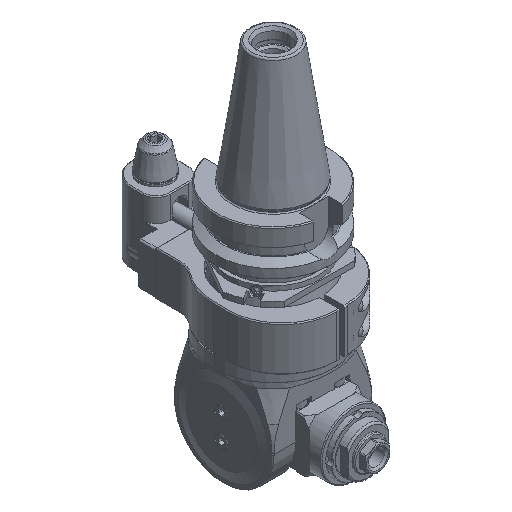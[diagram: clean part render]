
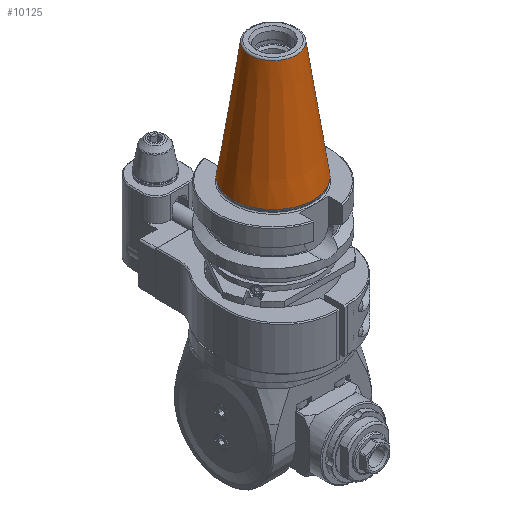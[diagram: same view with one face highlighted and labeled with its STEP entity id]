
A CAD part, isometric view. The second image highlights one B-rep face of the part: STEP entity #10125.
In plain terms, the highlighted conical face has half-angle 8.297 degrees and reference radius 17.519 mm.
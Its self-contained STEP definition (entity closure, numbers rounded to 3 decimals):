
#321=CONICAL_SURFACE('',#10910,17.519,0.145);
#727=LINE('',#16001,#1563);
#1563=VECTOR('',#12591,17.519);
#2435=FACE_OUTER_BOUND('',#3055,.T.);
#3055=EDGE_LOOP('',(#7468,#7469,#7470,#7471,#7472));
#3664=CIRCLE('',#10908,22.225);
#3665=CIRCLE('',#10909,22.225);
#3666=CIRCLE('',#10911,12.812);
#4322=VERTEX_POINT('',#15994);
#4323=VERTEX_POINT('',#15995);
#4324=VERTEX_POINT('',#16000);
#5483=EDGE_CURVE('',#4322,#4323,#3664,.T.);
#5484=EDGE_CURVE('',#4323,#4322,#3665,.T.);
#5486=EDGE_CURVE('',#4323,#4324,#727,.T.);
#5487=EDGE_CURVE('',#4324,#4324,#3666,.T.);
#7468=ORIENTED_EDGE('',*,*,#5483,.F.);
#7469=ORIENTED_EDGE('',*,*,#5484,.F.);
#7470=ORIENTED_EDGE('',*,*,#5486,.T.);
#7471=ORIENTED_EDGE('',*,*,#5487,.F.);
#7472=ORIENTED_EDGE('',*,*,#5486,.F.);
#10125=ADVANCED_FACE('',(#2435),#321,.T.);
#10908=AXIS2_PLACEMENT_3D('',#15996,#12584,#12585);
#10909=AXIS2_PLACEMENT_3D('',#15997,#12586,#12587);
#10910=AXIS2_PLACEMENT_3D('',#15999,#12589,#12590);
#10911=AXIS2_PLACEMENT_3D('',#16002,#12592,#12593);
#12584=DIRECTION('center_axis',(0.,0.,-1.));
#12585=DIRECTION('ref_axis',(-1.,0.,0.));
#12586=DIRECTION('center_axis',(0.,0.,-1.));
#12587=DIRECTION('ref_axis',(-1.,0.,0.));
#12589=DIRECTION('center_axis',(0.,0.,-1.));
#12590=DIRECTION('ref_axis',(1.,0.,0.));
#12591=DIRECTION('',(0.144,0.,0.99));
#12592=DIRECTION('center_axis',(0.,0.,1.));
#12593=DIRECTION('ref_axis',(-1.,0.,0.));
#15994=CARTESIAN_POINT('',(22.225,0.,68.));
#15995=CARTESIAN_POINT('',(-22.225,0.,68.));
#15996=CARTESIAN_POINT('Origin',(0.,0.,68.));
#15997=CARTESIAN_POINT('Origin',(0.,0.,68.));
#15999=CARTESIAN_POINT('Origin',(0.,0.,100.272));
#16000=CARTESIAN_POINT('',(-12.812,0.,132.544));
#16001=CARTESIAN_POINT('',(-17.519,0.,100.272));
#16002=CARTESIAN_POINT('Origin',(0.,0.,132.544));
